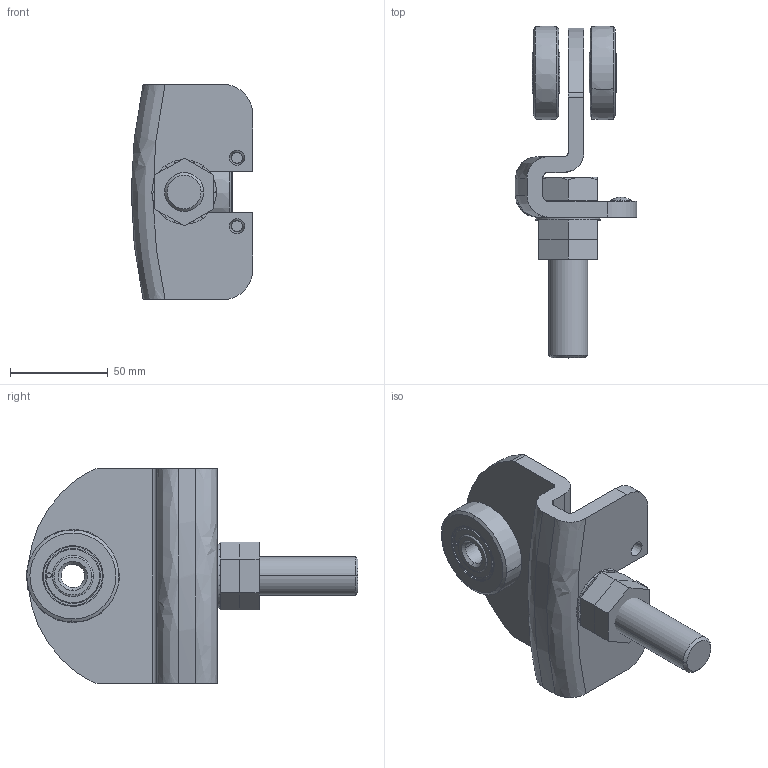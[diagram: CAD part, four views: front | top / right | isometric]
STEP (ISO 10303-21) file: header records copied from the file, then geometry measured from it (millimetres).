
FILE_DESCRIPTION (( 'STEP AP203' ), '1' );
FILE_NAME ('1.25.R90.STEP', '2019-05-29T05:31:33', ( '' ), ( '' ), 'SwSTEP 2.0', 'SolidWorks 2018', '' );
FILE_SCHEMA (( 'CONFIG_CONTROL_DESIGN' ));
Length unit declared in the file: millimetre
Products named in the file (1): 1.25.R90
Bounding box: 62 x 169.89 x 110 mm (x, y, z)
Volume: 206946.1 mm3; surface area: 70881.5 mm2
Topology: 27 solids, 27 shells, 510 faces, 1363 edges, 846 vertices
Faces by surface type: plane 217, cylinder 140, bspline 99, cone 44, torus 6, sphere 4
Entity records: 17841 total; most frequent: CARTESIAN_POINT 5850, ORIENTED_EDGE 2534, DIRECTION 2369, EDGE_CURVE 1267, AXIS2_PLACEMENT_3D 872, VERTEX_POINT 846, VECTOR 625, LINE 625
